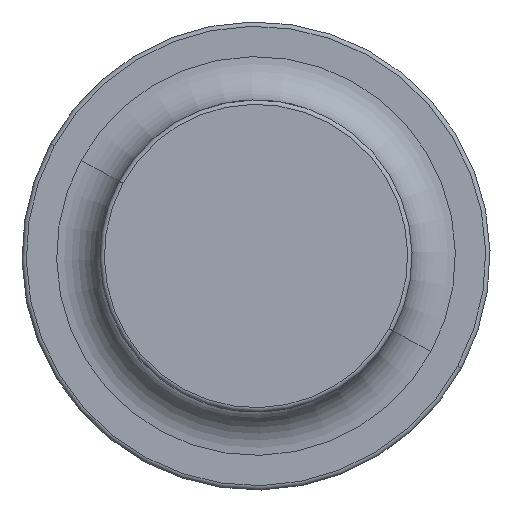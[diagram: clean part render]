
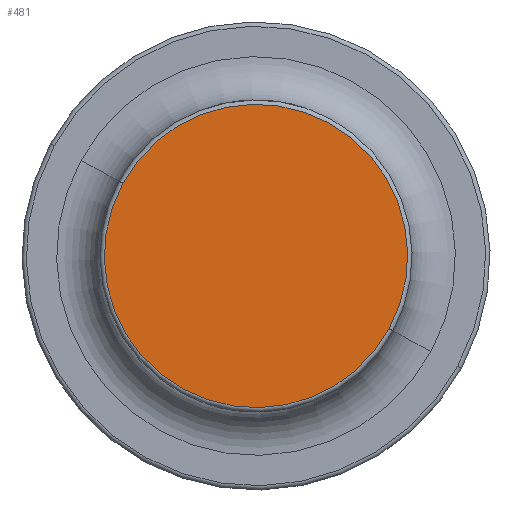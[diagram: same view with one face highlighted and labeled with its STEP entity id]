
A CAD part, left-side view. The second image highlights one B-rep face of the part: STEP entity #481.
In plain terms, the highlighted planar face has unit normal (-1, 0, 0).
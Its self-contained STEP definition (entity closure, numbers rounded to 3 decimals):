
#458=CARTESIAN_POINT('Axis2P3D Location',(-99.16,0.,0.)) ;
#463=CARTESIAN_POINT('Axis2P3D Location',(-99.16,0.,0.)) ;
#467=CARTESIAN_POINT('Vertex',(-99.16,-15.358,-8.39)) ;
#469=CARTESIAN_POINT('Vertex',(-99.16,15.358,8.39)) ;
#472=CARTESIAN_POINT('Axis2P3D Location',(-99.16,0.,0.)) ;
#459=DIRECTION('Axis2P3D Direction',(1.,0.,0.)) ;
#460=DIRECTION('Axis2P3D XDirection',(0.,1.,0.)) ;
#464=DIRECTION('Axis2P3D Direction',(1.,0.,0.)) ;
#473=DIRECTION('Axis2P3D Direction',(1.,0.,0.)) ;
#461=AXIS2_PLACEMENT_3D('Plane Axis2P3D',#458,#459,#460) ;
#465=AXIS2_PLACEMENT_3D('Circle Axis2P3D',#463,#464,$) ;
#474=AXIS2_PLACEMENT_3D('Circle Axis2P3D',#472,#473,$) ;
#478=ORIENTED_EDGE('',*,*,#471,.F.) ;
#479=ORIENTED_EDGE('',*,*,#476,.F.) ;
#481=ADVANCED_FACE('PartBody',(#480),#462,.F.) ;
#466=CIRCLE('generated circle',#465,17.5) ;
#475=CIRCLE('generated circle',#474,17.5) ;
#471=EDGE_CURVE('',#468,#470,#466,.T.) ;
#476=EDGE_CURVE('',#470,#468,#475,.T.) ;
#477=EDGE_LOOP('',(#478,#479)) ;
#480=FACE_OUTER_BOUND('',#477,.T.) ;
#462=PLANE('',#461) ;
#468=VERTEX_POINT('',#467) ;
#470=VERTEX_POINT('',#469) ;
